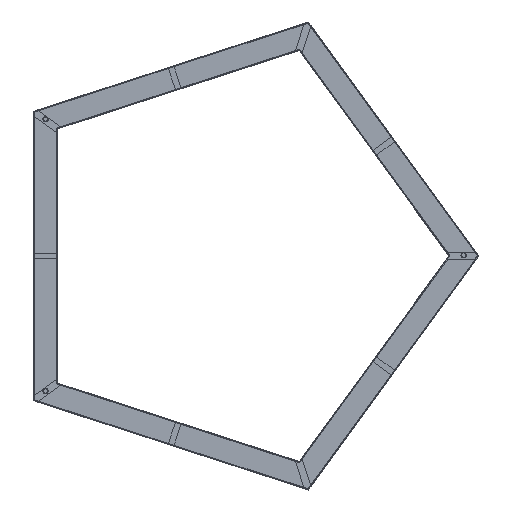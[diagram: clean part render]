
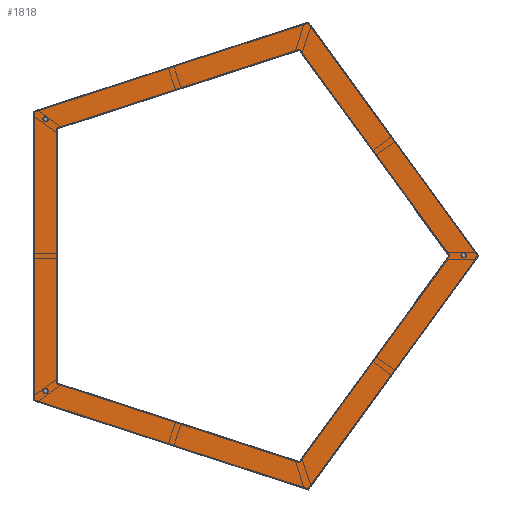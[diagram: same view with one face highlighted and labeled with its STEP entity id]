
A CAD part, top view. The second image highlights one B-rep face of the part: STEP entity #1818.
In plain terms, the highlighted face is planar.
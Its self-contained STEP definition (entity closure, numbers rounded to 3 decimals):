
#81=FACE_BOUND('',#327,.T.);
#82=FACE_BOUND('',#328,.T.);
#83=FACE_BOUND('',#329,.T.);
#84=FACE_BOUND('',#330,.T.);
#129=PLANE('',#2017);
#215=FACE_OUTER_BOUND('',#326,.T.);
#326=EDGE_LOOP('',(#1385,#1386,#1387,#1388,#1389));
#327=EDGE_LOOP('',(#1390));
#328=EDGE_LOOP('',(#1391));
#329=EDGE_LOOP('',(#1392));
#330=EDGE_LOOP('',(#1393,#1394,#1395,#1396,#1397));
#476=LINE('',#2788,#683);
#478=LINE('',#2797,#685);
#479=LINE('',#2801,#686);
#480=LINE('',#2804,#687);
#482=LINE('',#2807,#689);
#492=LINE('',#2829,#699);
#493=LINE('',#2831,#700);
#494=LINE('',#2833,#701);
#495=LINE('',#2835,#702);
#496=LINE('',#2836,#703);
#683=VECTOR('',#2243,10.);
#685=VECTOR('',#2253,10.);
#686=VECTOR('',#2258,10.);
#687=VECTOR('',#2263,10.);
#689=VECTOR('',#2267,10.);
#699=VECTOR('',#2281,10.);
#700=VECTOR('',#2282,10.);
#701=VECTOR('',#2283,10.);
#702=VECTOR('',#2284,10.);
#703=VECTOR('',#2285,10.);
#841=CIRCLE('',#1981,1.5);
#843=CIRCLE('',#1985,1.5);
#845=CIRCLE('',#1989,1.5);
#863=VERTEX_POINT('',#2662);
#865=VERTEX_POINT('',#2669);
#867=VERTEX_POINT('',#2676);
#912=VERTEX_POINT('',#2786);
#913=VERTEX_POINT('',#2787);
#915=VERTEX_POINT('',#2794);
#916=VERTEX_POINT('',#2796);
#917=VERTEX_POINT('',#2800);
#926=VERTEX_POINT('',#2827);
#927=VERTEX_POINT('',#2828);
#928=VERTEX_POINT('',#2830);
#929=VERTEX_POINT('',#2832);
#930=VERTEX_POINT('',#2834);
#1023=EDGE_CURVE('',#863,#863,#841,.T.);
#1026=EDGE_CURVE('',#865,#865,#843,.T.);
#1029=EDGE_CURVE('',#867,#867,#845,.T.);
#1083=EDGE_CURVE('',#912,#913,#476,.T.);
#1088=EDGE_CURVE('',#915,#916,#478,.T.);
#1090=EDGE_CURVE('',#913,#917,#479,.T.);
#1092=EDGE_CURVE('',#917,#915,#480,.T.);
#1094=EDGE_CURVE('',#916,#912,#482,.T.);
#1104=EDGE_CURVE('',#926,#927,#492,.T.);
#1105=EDGE_CURVE('',#928,#926,#493,.T.);
#1106=EDGE_CURVE('',#929,#928,#494,.T.);
#1107=EDGE_CURVE('',#930,#929,#495,.T.);
#1108=EDGE_CURVE('',#927,#930,#496,.T.);
#1385=ORIENTED_EDGE('',*,*,#1088,.F.);
#1386=ORIENTED_EDGE('',*,*,#1092,.F.);
#1387=ORIENTED_EDGE('',*,*,#1090,.F.);
#1388=ORIENTED_EDGE('',*,*,#1083,.F.);
#1389=ORIENTED_EDGE('',*,*,#1094,.F.);
#1390=ORIENTED_EDGE('',*,*,#1023,.T.);
#1391=ORIENTED_EDGE('',*,*,#1026,.T.);
#1392=ORIENTED_EDGE('',*,*,#1029,.T.);
#1393=ORIENTED_EDGE('',*,*,#1104,.F.);
#1394=ORIENTED_EDGE('',*,*,#1105,.F.);
#1395=ORIENTED_EDGE('',*,*,#1106,.F.);
#1396=ORIENTED_EDGE('',*,*,#1107,.F.);
#1397=ORIENTED_EDGE('',*,*,#1108,.F.);
#1818=ADVANCED_FACE('',(#215,#81,#82,#83,#84),#129,.F.);
#1981=AXIS2_PLACEMENT_3D('',#2663,#2142,#2143);
#1985=AXIS2_PLACEMENT_3D('',#2670,#2151,#2152);
#1989=AXIS2_PLACEMENT_3D('',#2677,#2160,#2161);
#2017=AXIS2_PLACEMENT_3D('',#2826,#2279,#2280);
#2142=DIRECTION('center_axis',(0.,0.,1.));
#2143=DIRECTION('ref_axis',(0.809,0.588,0.));
#2151=DIRECTION('center_axis',(0.,0.,1.));
#2152=DIRECTION('ref_axis',(0.809,-0.588,0.));
#2160=DIRECTION('center_axis',(0.,0.,1.));
#2161=DIRECTION('ref_axis',(-1.,0.,0.));
#2243=DIRECTION('',(0.,-1.,0.));
#2253=DIRECTION('',(-0.588,0.809,0.));
#2258=DIRECTION('',(0.951,-0.309,0.));
#2263=DIRECTION('',(0.588,0.809,0.));
#2267=DIRECTION('',(-0.951,-0.309,0.));
#2279=DIRECTION('center_axis',(0.,0.,1.));
#2280=DIRECTION('ref_axis',(1.,0.,0.));
#2281=DIRECTION('',(0.,1.,0.));
#2282=DIRECTION('',(-0.951,0.309,0.));
#2283=DIRECTION('',(-0.588,-0.809,0.));
#2284=DIRECTION('',(0.588,-0.809,0.));
#2285=DIRECTION('',(0.951,0.309,0.));
#2662=CARTESIAN_POINT('',(-389.128,-282.718,0.));
#2663=CARTESIAN_POINT('Origin',(-387.915,-281.836,0.));
#2669=CARTESIAN_POINT('',(-389.128,282.718,0.));
#2670=CARTESIAN_POINT('Origin',(-387.915,281.836,0.));
#2676=CARTESIAN_POINT('',(480.989,0.,0.));
#2677=CARTESIAN_POINT('Origin',(479.489,0.,0.));
#2786=CARTESIAN_POINT('',(-412.165,299.455,0.));
#2787=CARTESIAN_POINT('',(-412.165,-299.455,0.));
#2788=CARTESIAN_POINT('',(-412.165,264.432,0.));
#2794=CARTESIAN_POINT('',(509.463,0.,0.));
#2796=CARTESIAN_POINT('',(157.433,484.529,0.));
#2797=CARTESIAN_POINT('',(421.616,120.912,0.));
#2800=CARTESIAN_POINT('',(157.433,-484.529,0.));
#2801=CARTESIAN_POINT('',(-161.193,-381.001,0.));
#2804=CARTESIAN_POINT('',(354.112,-213.823,0.));
#2807=CARTESIAN_POINT('',(191.385,495.56,0.));
#2826=CARTESIAN_POINT('Origin',(315.004,228.864,0.));
#2827=CARTESIAN_POINT('',(-363.665,-264.218,0.));
#2828=CARTESIAN_POINT('',(-363.665,264.218,0.));
#2829=CARTESIAN_POINT('',(-363.665,-17.404,0.));
#2830=CARTESIAN_POINT('',(138.908,-427.513,0.));
#2831=CARTESIAN_POINT('',(121.837,-421.967,0.));
#2832=CARTESIAN_POINT('',(449.514,0.,0.));
#2833=CARTESIAN_POINT('',(480.534,42.695,0.));
#2834=CARTESIAN_POINT('',(138.908,427.513,0.));
#2835=CARTESIAN_POINT('',(216.719,320.415,0.));
#2836=CARTESIAN_POINT('',(-61.67,362.342,0.));
